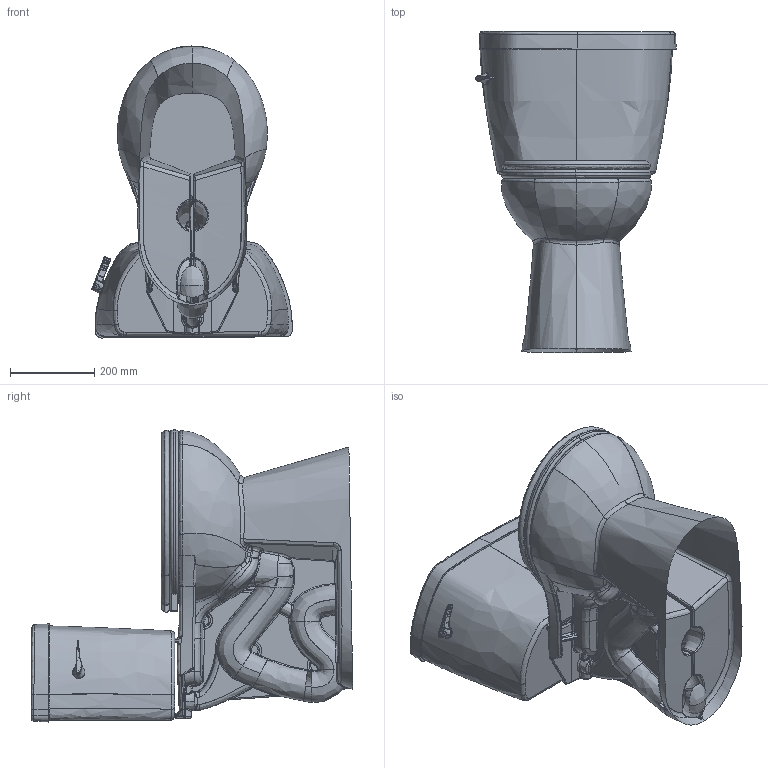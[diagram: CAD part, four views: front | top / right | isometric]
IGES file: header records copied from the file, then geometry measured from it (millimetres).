
Start section: SolidWorks IGES file using analytic representation for surfaces
Global section: file name: Stealth_SFH_RB_N7716&N7717TFH.IGS; native system: SolidWorks 2015; preprocessor: SolidWorks 2015; author: David; date: 160913.200951; units: inch
Bounding box: 476.38 x 763.56 x 693.79 mm (x, y, z)
Surface area: 2376138.6 mm2 (no closed solid volume)
Topology: 0 solids, 0 shells, 1710 faces, 22178 edges, 22131 vertices
Faces by surface type: bspline 1455, revolution 255
